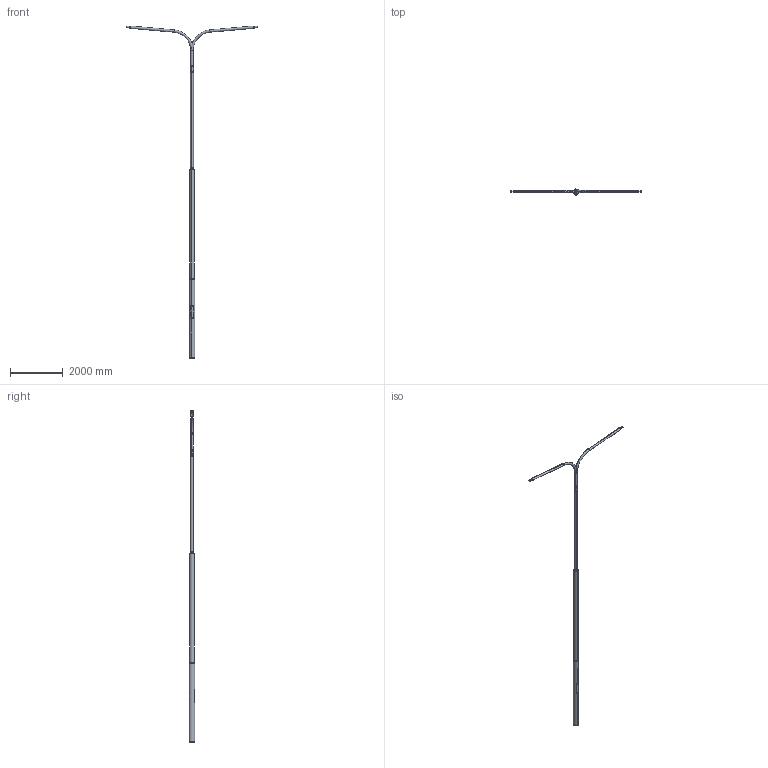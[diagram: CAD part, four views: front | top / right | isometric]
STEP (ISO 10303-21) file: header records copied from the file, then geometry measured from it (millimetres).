
FILE_DESCRIPTION (( 'STEP AP214' ), '1' );
FILE_NAME ('110680KGXS T325B212O 4608178 T-VARTINEN OLAKEPYLVÄS_3D.step', '2022-05-28T14:33:25', ( '' ), ( '' ), 'SwSTEP 2.0', 'SolidWorks 2021', '' );
FILE_SCHEMA (( 'AUTOMOTIVE_DESIGN' ));
Length unit declared in the file: millimetre
Products named in the file (17): socket set screw cone point_din_DIN 914 - M10 x 40-N; YKSI R_KYTKENTÄAUKON LUUKKU_LUUKKU D219,1; OLAKE T-VARREN LYHYEMPI AIHIO_T325BO; OLAKEVARREN LATTA_LATTA 3X7,5X200; 219,1X4,5 PYÖREÄPUTKI-TYVI_219,1 TYVIPUTKI TASALATVA-3000; KYTKENTÄAUKON LATTARAUTA_LATTA 4X20X150; 110680KGXS T325B212O 4608178 T-VARTINEN OLAKEPYLVÄS_3D; 168,3X4,0 PYÖREÄPUTKI-VÄLI_219-168-114 VŽLIPUTKI TASATYVI-4200; SOVITERENGAS SORVATTU_D219-D168; socket set screw cone point_din_DIN 914 - M10 x 30-N; OLAKERUNKO_B212O; LATTA 5X16X460 KYTKENTÄAUKON VAHVIKE_C 1; T-OLAKEVARSI_T325BO; socket head cap screw_din_DIN 912 M6 x 16 --- 16N; OLAKE T-VARREN PIDEMPI AIHIO_T325BO; 114,3X3,6 PY烼E鵬UTKI-LATVA_168-114 LATVAPUTKI-3900; SOVITERENGAS OLAKEVARSI_SOVITERENGAS D89-D114
Assembly tree (24 placements, depth 3):
  110680KGXS T325B212O 4608178 T-VARTINEN OLAKEPYLVÄS_3D
    OLAKERUNKO_B212O
      219,1X4,5 PYÖREÄPUTKI-TYVI_219,1 TYVIPUTKI TASALATVA-3000
      SOVITERENGAS SORVATTU_D219-D168
      168,3X4,0 PYÖREÄPUTKI-VÄLI_219-168-114 VŽLIPUTKI TASATYVI-4200
      114,3X3,6 PY烼E鵬UTKI-LATVA_168-114 LATVAPUTKI-3900
      socket set screw cone point_din_DIN 914 - M10 x 40-N
      socket set screw cone point_din_DIN 914 - M10 x 30-N  x2
      YKSI R_KYTKENTÄAUKON LUUKKU_LUUKKU D219,1
      socket head cap screw_din_DIN 912 M6 x 16 --- 16N  x4
      KYTKENTÄAUKON LATTARAUTA_LATTA 4X20X150  x2
      LATTA 5X16X460 KYTKENTÄAUKON VAHVIKE_C 1  x2
    T-OLAKEVARSI_T325BO
      OLAKE T-VARREN PIDEMPI AIHIO_T325BO
      OLAKE T-VARREN LYHYEMPI AIHIO_T325BO
      SOVITERENGAS OLAKEVARSI_SOVITERENGAS D89-D114
      OLAKEVARREN LATTA_LATTA 3X7,5X200  x3
Bounding box: 5005.29 x 226.6 x 12631.28 mm (x, y, z)
Volume: 28530853 mm3; surface area: 14813532.8 mm2
Topology: 22 solids, 22 shells, 366 faces, 847 edges, 514 vertices
Faces by surface type: plane 160, cylinder 102, cone 64, torus 35, bspline 5
Entity records: 12223 total; most frequent: CARTESIAN_POINT 5774, DIRECTION 1244, ORIENTED_EDGE 1170, EDGE_CURVE 585, AXIS2_PLACEMENT_3D 480, VERTEX_POINT 359, LINE 284, VECTOR 284
